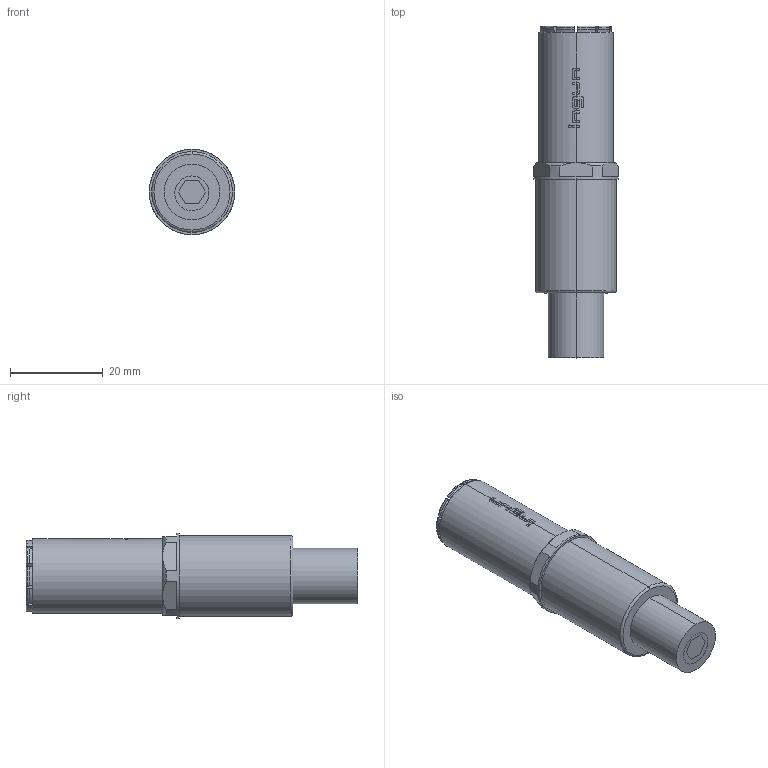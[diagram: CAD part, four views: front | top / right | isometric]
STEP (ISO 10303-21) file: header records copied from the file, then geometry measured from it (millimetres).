
FILE_DESCRIPTION (( 'STEP AP203' ), '1' );
FILE_NAME ('INGUN_HKR-672_1200_130_S_xxx04_M.STEP', '2021-01-15T08:00:55', ( '' ), ( '' ), 'SwSTEP 2.0', 'SolidWorks 2018', '' );
FILE_SCHEMA (( 'CONFIG_CONTROL_DESIGN' ));
Length unit declared in the file: millimetre
Products named in the file (1): INGUN_HKR-672_1200_130_S_xxx04_M
Bounding box: 18.4 x 71.5 x 18.4 mm (x, y, z)
Volume: 11281.3 mm3; surface area: 7220.5 mm2
Topology: 1 solids, 1 shells, 245 faces, 696 edges, 462 vertices
Faces by surface type: plane 108, torus 50, cylinder 43, bspline 22, cone 22
Entity records: 8840 total; most frequent: CARTESIAN_POINT 2612, ORIENTED_EDGE 1392, DIRECTION 1192, EDGE_CURVE 696, AXIS2_PLACEMENT_3D 481, VERTEX_POINT 462, CIRCLE 257, EDGE_LOOP 254
